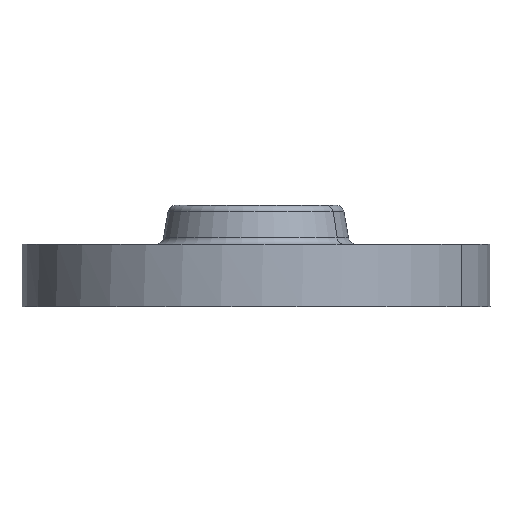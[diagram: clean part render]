
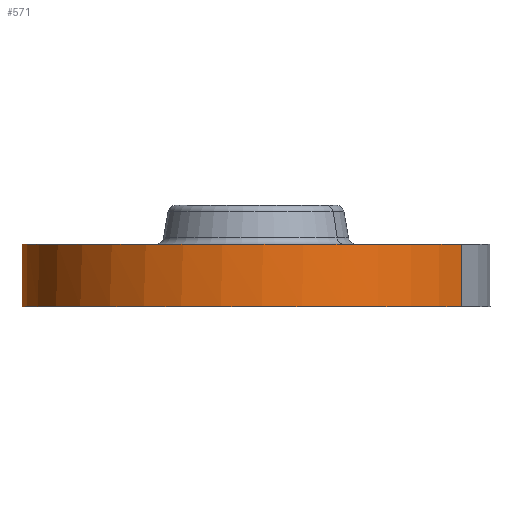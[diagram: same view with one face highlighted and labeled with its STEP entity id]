
A CAD part, left-side view. The second image highlights one B-rep face of the part: STEP entity #571.
In plain terms, the highlighted cylindrical face has radius 47.625 mm (diameter 95.25 mm), a partial arc.
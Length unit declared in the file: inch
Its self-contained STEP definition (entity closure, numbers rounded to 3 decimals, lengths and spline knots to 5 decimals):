
#367=AXIS2_PLACEMENT_3D('Circle Axis2P3D',#365,#366,$) ;
#532=AXIS2_PLACEMENT_3D('Cylinder Axis2P3D',#529,#530,#531) ;
#365=CARTESIAN_POINT('Axis2P3D Location',(0.,0.,0.)) ;
#369=CARTESIAN_POINT('Vertex',(-0.89892,-1.64547,0.)) ;
#371=CARTESIAN_POINT('Vertex',(0.89892,1.64547,0.)) ;
#529=CARTESIAN_POINT('Axis2P3D Location',(0.,0.,0.405)) ;
#534=CARTESIAN_POINT('Line Origine',(-0.89892,-1.64547,0.25)) ;
#538=CARTESIAN_POINT('Vertex',(-0.89892,-1.64547,0.5)) ;
#542=CARTESIAN_POINT('Control Point',(-0.89892,-1.64547,0.5)) ;
#543=CARTESIAN_POINT('Control Point',(-1.15739,-1.50426,0.5)) ;
#544=CARTESIAN_POINT('Control Point',(-1.38814,-1.31231,0.5)) ;
#545=CARTESIAN_POINT('Control Point',(-1.57782,-1.07683,0.5)) ;
#546=CARTESIAN_POINT('Control Point',(-1.85465,-0.54417,0.5)) ;
#547=CARTESIAN_POINT('Control Point',(-1.90951,0.05362,0.5)) ;
#548=CARTESIAN_POINT('Control Point',(-1.87712,0.35426,0.5)) ;
#549=CARTESIAN_POINT('Control Point',(-1.69622,0.92665,0.5)) ;
#550=CARTESIAN_POINT('Control Point',(-1.31231,1.38814,0.5)) ;
#551=CARTESIAN_POINT('Control Point',(-1.07683,1.57782,0.5)) ;
#552=CARTESIAN_POINT('Control Point',(-0.54417,1.85465,0.5)) ;
#553=CARTESIAN_POINT('Control Point',(0.05362,1.90951,0.5)) ;
#554=CARTESIAN_POINT('Control Point',(0.35426,1.87712,0.5)) ;
#555=CARTESIAN_POINT('Control Point',(0.64045,1.78667,0.5)) ;
#556=CARTESIAN_POINT('Control Point',(0.89892,1.64547,0.5)) ;
#557=CARTESIAN_POINT('Vertex',(0.89892,1.64547,0.5)) ;
#560=CARTESIAN_POINT('Line Origine',(0.89892,1.64547,0.25)) ;
#366=DIRECTION('Axis2P3D Direction',(0.,0.,-0.039)) ;
#530=DIRECTION('Axis2P3D Direction',(0.,0.,-0.039)) ;
#531=DIRECTION('Axis2P3D XDirection',(-0.019,-0.035,0.)) ;
#535=DIRECTION('Vector Direction',(0.,0.,-0.039)) ;
#561=DIRECTION('Vector Direction',(0.,0.,-0.039)) ;
#536=VECTOR('Line Direction',#535,0.03937) ;
#562=VECTOR('Line Direction',#561,0.03937) ;
#566=ORIENTED_EDGE('',*,*,#373,.F.) ;
#567=ORIENTED_EDGE('',*,*,#540,.T.) ;
#568=ORIENTED_EDGE('',*,*,#559,.T.) ;
#569=ORIENTED_EDGE('',*,*,#564,.F.) ;
#571=ADVANCED_FACE('PartBody',(#570),#533,.T.) ;
#541=B_SPLINE_CURVE_WITH_KNOTS('',5,(#542,#543,#544,#545,#546,#547,#548,#549,#550,#551,#552,#553,#554,#555,#556),.UNSPECIFIED.,.F.,.U.,(6,3,3,3,6),(-74.80918,-37.40459,0.,37.40459,74.80918),.UNSPECIFIED.) ;
#368=CIRCLE('generated circle',#367,1.875) ;
#533=CYLINDRICAL_SURFACE('generated cylinder',#532,1.875) ;
#373=EDGE_CURVE('',#370,#372,#368,.T.) ;
#540=EDGE_CURVE('',#370,#539,#537,.F.) ;
#559=EDGE_CURVE('',#539,#558,#541,.T.) ;
#564=EDGE_CURVE('',#372,#558,#563,.F.) ;
#565=EDGE_LOOP('',(#566,#567,#568,#569)) ;
#570=FACE_OUTER_BOUND('',#565,.T.) ;
#537=LINE('Line',#534,#536) ;
#563=LINE('Line',#560,#562) ;
#370=VERTEX_POINT('',#369) ;
#372=VERTEX_POINT('',#371) ;
#539=VERTEX_POINT('',#538) ;
#558=VERTEX_POINT('',#557) ;
